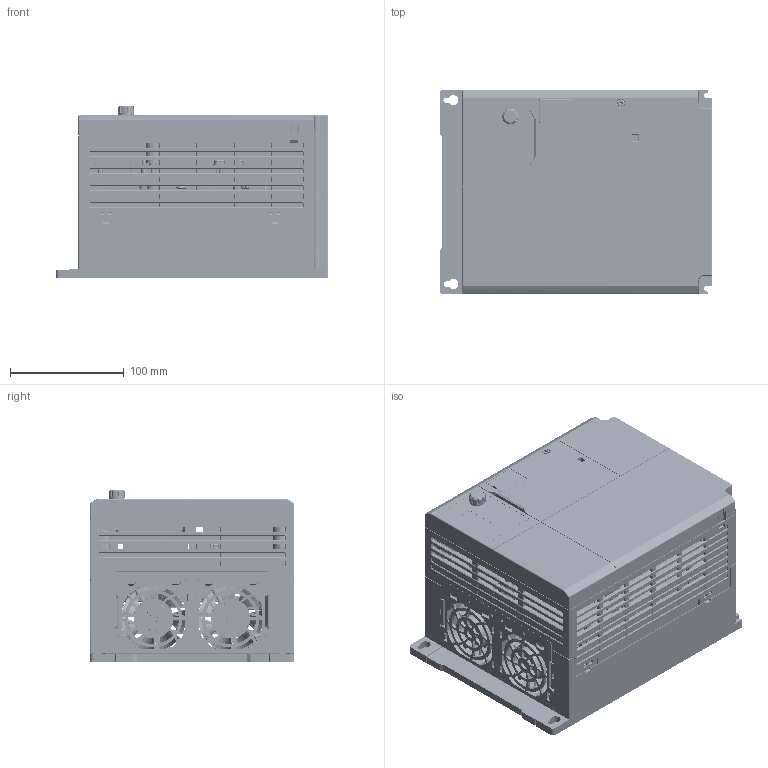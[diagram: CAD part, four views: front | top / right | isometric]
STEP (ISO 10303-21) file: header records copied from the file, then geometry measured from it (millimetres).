
FILE_DESCRIPTION(/* description */ (''),/* implementation_level */ '2;1');
FILE_NAME(/* name */ 'FILE_STP_CAD_DRAWING_3d_VLG30055A480-VLG30075A480_prt.stp',/* time_stamp */ '2024-12-06T19:41:44+01:00',/* author */ (''),/* organization */ (''),/* preprocessor_version */ 'ST-DEVELOPER v16.7',/* originating_system */ 'SIEMENS PLM Software NX 12.0',/* authorisation */ '');
FILE_SCHEMA (('AUTOMOTIVE_DESIGN { 1 0 10303 214 3 1 1 1 }'));
Products named in the file (1): 3d_VLG30055A480-VLG30075A480
Bounding box: 240 x 180 x 152 mm (x, y, z)
Surface area: 664070.2 mm2 (no closed solid volume)
Topology: 0 solids, 193 shells, 5987 faces, 23447 edges, 17391 vertices
Faces by surface type: plane 2979, cone 1153, cylinder 996, bspline 692, torus 115, sphere 48, extrusion 4
Entity records: 287783 total; most frequent: CARTESIAN_POINT 94259, DIRECTION 38437, ORIENTED_EDGE 37833, EDGE_CURVE 23402, VERTEX_POINT 17390, VECTOR 13163, LINE 13159, AXIS2_PLACEMENT_3D 12637
